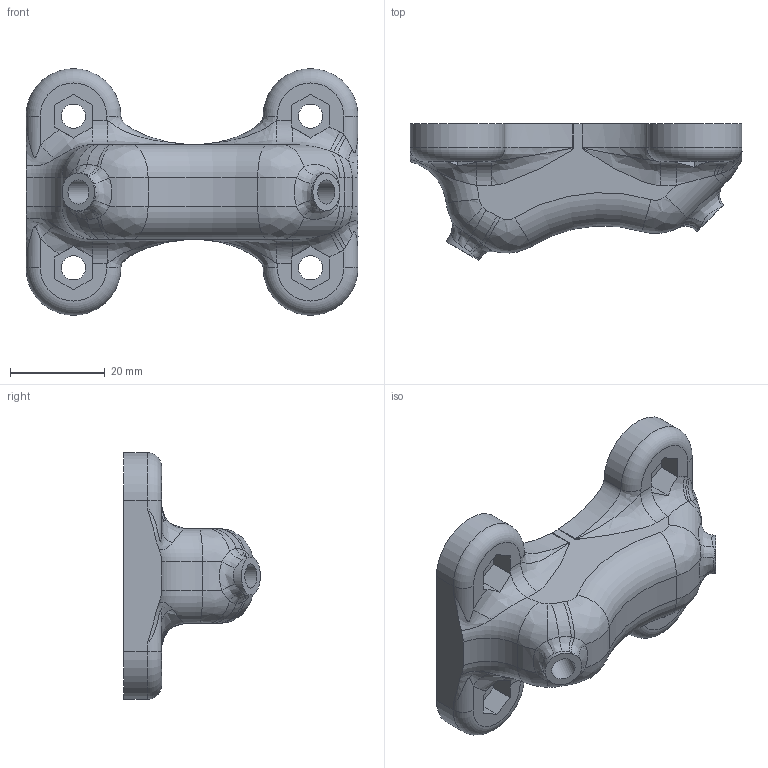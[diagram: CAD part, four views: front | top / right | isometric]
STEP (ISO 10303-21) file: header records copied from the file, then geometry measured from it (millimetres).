
FILE_DESCRIPTION(/* description */ (''),/* implementation_level */ '2;1');
FILE_NAME(/* name */ 'PTZ wheel v7.step',/* time_stamp */ '2020-12-13T18:36:09+00:00',/* author */ (''),/* organization */ (''),/* preprocessor_version */ 'ST-DEVELOPER v18.1',/* originating_system */ 'Autodesk Translation Framework v9.7.0.1280',/* authorisation */ '');
FILE_SCHEMA (('AUTOMOTIVE_DESIGN { 1 0 10303 214 3 1 1 }'));
Length unit declared in the file: millimetre
Products named in the file (1): PTZ wheel
Bounding box: 70 x 28.82 x 52 mm (x, y, z)
Volume: 33669.7 mm3; surface area: 10315.2 mm2
Topology: 1 solids, 1 shells, 157 faces, 399 edges, 246 vertices
Faces by surface type: bspline 59, plane 54, cylinder 33, torus 11
Full cylindrical faces by diameter (mm): 5.1 x6, 8 x1
Entity records: 6877 total; most frequent: CARTESIAN_POINT 3351, ORIENTED_EDGE 798, DIRECTION 620, EDGE_CURVE 399, VERTEX_POINT 246, AXIS2_PLACEMENT_3D 233, EDGE_LOOP 171, FACE_OUTER_BOUND 157
